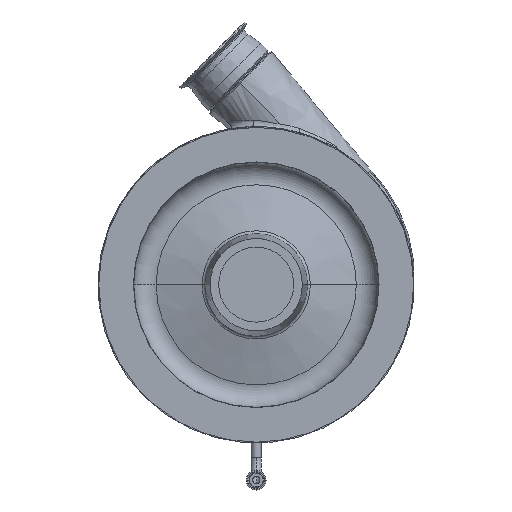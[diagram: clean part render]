
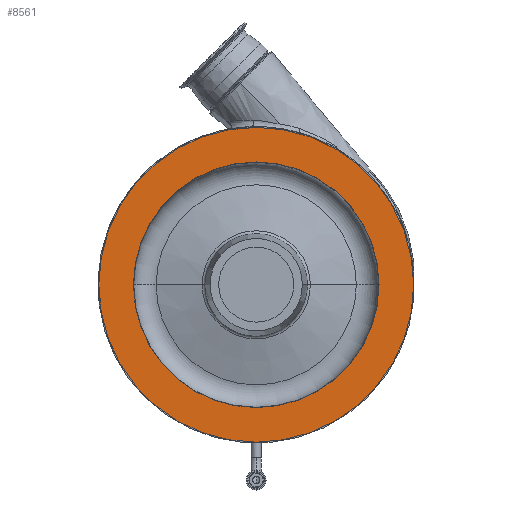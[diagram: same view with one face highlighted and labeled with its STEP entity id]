
A CAD part, top view. The second image highlights one B-rep face of the part: STEP entity #8561.
In plain terms, the highlighted planar face has unit normal (0, 0, 1).
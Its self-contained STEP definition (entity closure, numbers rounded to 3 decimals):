
#377 = FACE_OUTER_BOUND ( 'NONE', #524, .T. ) ;
#524 = EDGE_LOOP ( 'NONE', ( #5146, #8280 ) ) ;
#592 = EDGE_LOOP ( 'NONE', ( #10887, #12080 ) ) ;
#628 = DIRECTION ( 'NONE',  ( 0., 0., 1. ) ) ;
#1267 = CARTESIAN_POINT ( 'NONE',  ( -158.354, 0., 257. ) ) ;
#1648 = AXIS2_PLACEMENT_3D ( 'NONE', #8160, #4954, #3969 ) ;
#2165 = EDGE_CURVE ( 'NONE', #5763, #6793, #2262, .T. ) ;
#2262 = CIRCLE ( 'NONE', #8321, 203. ) ;
#2361 = FACE_BOUND ( 'NONE', #592, .T. ) ;
#3515 = DIRECTION ( 'NONE',  ( 1., 0., 0. ) ) ;
#3891 = CARTESIAN_POINT ( 'NONE',  ( 0., 0., 257. ) ) ;
#3969 = DIRECTION ( 'NONE',  ( -1., 0., 0. ) ) ;
#4159 = CIRCLE ( 'NONE', #1648, 158.354 ) ;
#4294 = CARTESIAN_POINT ( 'NONE',  ( 0., 0., 257. ) ) ;
#4575 = CARTESIAN_POINT ( 'NONE',  ( 0., 158.354, 257. ) ) ;
#4606 = AXIS2_PLACEMENT_3D ( 'NONE', #4575, #628, #3515 ) ;
#4954 = DIRECTION ( 'NONE',  ( 0., 0., -1. ) ) ;
#5146 = ORIENTED_EDGE ( 'NONE', *, *, #5781, .F. ) ;
#5763 = VERTEX_POINT ( 'NONE', #11886 ) ;
#5781 = EDGE_CURVE ( 'NONE', #6793, #5763, #6857, .T. ) ;
#6124 = DIRECTION ( 'NONE',  ( 0., 0., -1. ) ) ;
#6460 = CARTESIAN_POINT ( 'NONE',  ( -203., 0., 257. ) ) ;
#6571 = EDGE_CURVE ( 'NONE', #11643, #7726, #4159, .T. ) ;
#6793 = VERTEX_POINT ( 'NONE', #6460 ) ;
#6857 = CIRCLE ( 'NONE', #9961, 203. ) ;
#7726 = VERTEX_POINT ( 'NONE', #1267 ) ;
#7905 = DIRECTION ( 'NONE',  ( -1., 0., 0. ) ) ;
#8159 = DIRECTION ( 'NONE',  ( 0., 0., -1. ) ) ;
#8160 = CARTESIAN_POINT ( 'NONE',  ( 0., 0., 257. ) ) ;
#8280 = ORIENTED_EDGE ( 'NONE', *, *, #2165, .F. ) ;
#8321 = AXIS2_PLACEMENT_3D ( 'NONE', #9462, #6124, #10070 ) ;
#8337 = CIRCLE ( 'NONE', #8736, 158.354 ) ;
#8409 = DIRECTION ( 'NONE',  ( 0., 0., -1. ) ) ;
#8465 = DIRECTION ( 'NONE',  ( -1., 0., 0. ) ) ;
#8561 = ADVANCED_FACE ( 'NONE', ( #2361, #377 ), #12551, .T. ) ;
#8736 = AXIS2_PLACEMENT_3D ( 'NONE', #3891, #8159, #7905 ) ;
#9462 = CARTESIAN_POINT ( 'NONE',  ( 0., 0., 257. ) ) ;
#9961 = AXIS2_PLACEMENT_3D ( 'NONE', #4294, #8409, #8465 ) ;
#10070 = DIRECTION ( 'NONE',  ( -1., 0., 0. ) ) ;
#10887 = ORIENTED_EDGE ( 'NONE', *, *, #11867, .T. ) ;
#11560 = CARTESIAN_POINT ( 'NONE',  ( 158.354, 0., 257. ) ) ;
#11643 = VERTEX_POINT ( 'NONE', #11560 ) ;
#11867 = EDGE_CURVE ( 'NONE', #7726, #11643, #8337, .T. ) ;
#11886 = CARTESIAN_POINT ( 'NONE',  ( 203., 0., 257. ) ) ;
#12080 = ORIENTED_EDGE ( 'NONE', *, *, #6571, .T. ) ;
#12551 = PLANE ( 'NONE',  #4606 ) ;
